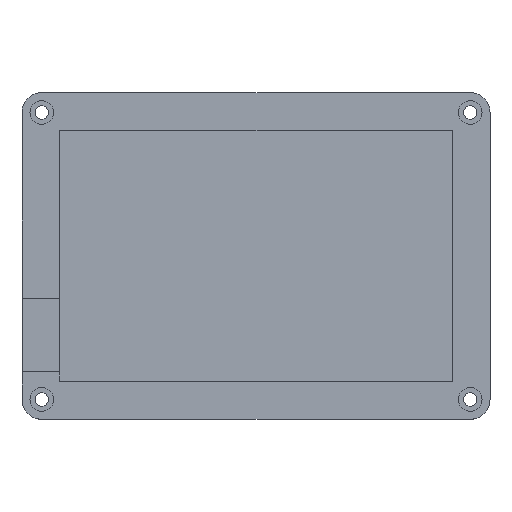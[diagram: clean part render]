
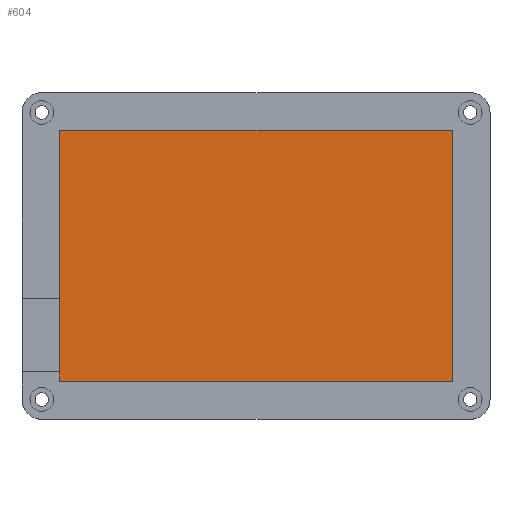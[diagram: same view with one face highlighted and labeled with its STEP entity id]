
A CAD part, top view. The second image highlights one B-rep face of the part: STEP entity #604.
In plain terms, the highlighted planar face has unit normal (0, 0, 1).
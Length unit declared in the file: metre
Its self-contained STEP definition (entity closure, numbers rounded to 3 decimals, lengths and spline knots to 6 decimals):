
#14=LINE('',#997,#54);
#34=LINE('',#1040,#74);
#37=LINE('',#1046,#77);
#40=LINE('',#1072,#80);
#54=VECTOR('',#824,1.);
#74=VECTOR('',#852,1.);
#77=VECTOR('',#857,1.);
#80=VECTOR('',#886,1.);
#118=PLANE('',#736);
#234=ORIENTED_EDGE('',*,*,#306,.F.);
#235=ORIENTED_EDGE('',*,*,#286,.T.);
#236=ORIENTED_EDGE('',*,*,#320,.T.);
#237=ORIENTED_EDGE('',*,*,#309,.F.);
#286=EDGE_CURVE('',#359,#358,#14,.T.);
#306=EDGE_CURVE('',#359,#378,#34,.T.);
#309=EDGE_CURVE('',#378,#380,#37,.T.);
#320=EDGE_CURVE('',#358,#380,#40,.T.);
#358=VERTEX_POINT('',#996);
#359=VERTEX_POINT('',#998);
#378=VERTEX_POINT('',#1041);
#380=VERTEX_POINT('',#1047);
#484=EDGE_LOOP('',(#234,#235,#236,#237));
#550=FACE_BOUND('',#484,.T.);
#604=ADVANCED_FACE('',(#550),#118,.T.);
#736=AXIS2_PLACEMENT_3D('',#1095,#916,#917);
#824=DIRECTION('',(0.,-1.,0.));
#852=DIRECTION('',(1.,0.,0.));
#857=DIRECTION('',(0.,-1.,0.));
#886=DIRECTION('',(1.,0.,0.));
#916=DIRECTION('',(0.,0.,1.));
#917=DIRECTION('',(1.,0.,0.));
#996=CARTESIAN_POINT('',(0.,-0.0634,0.003));
#997=CARTESIAN_POINT('',(0.,-0.0317,0.003));
#998=CARTESIAN_POINT('',(0.,0.,0.003));
#1040=CARTESIAN_POINT('',(0.04955,0.,0.003));
#1041=CARTESIAN_POINT('',(0.0991,0.,0.003));
#1046=CARTESIAN_POINT('',(0.0991,-0.0317,0.003));
#1047=CARTESIAN_POINT('',(0.0991,-0.0634,0.003));
#1072=CARTESIAN_POINT('',(0.04955,-0.0634,0.003));
#1095=CARTESIAN_POINT('',(0.04955,-0.0317,0.003));
